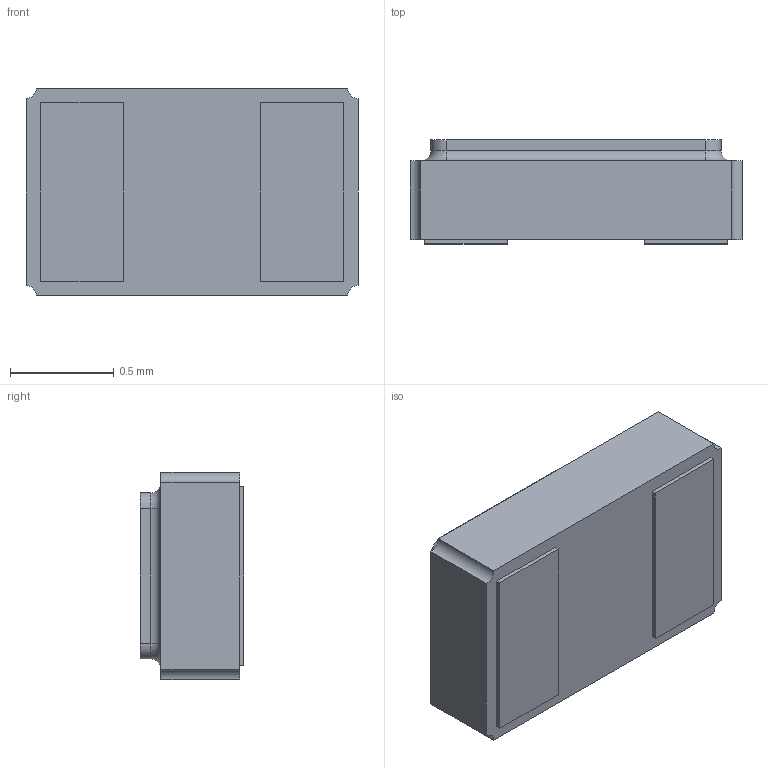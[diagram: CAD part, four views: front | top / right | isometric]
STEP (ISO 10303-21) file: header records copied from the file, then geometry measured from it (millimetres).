
FILE_DESCRIPTION (( 'STEP AP214' ), '1' );
FILE_NAME ('SMD_Crystal_2P_1.6x1.0mm.step', '2020-12-07T12:10:42+00:00', 'Stefan Hamminga', '', '', '', '');
FILE_SCHEMA (( 'AUTOMOTIVE_DESIGN' ));
Length unit declared in the file: millimetre
Products named in the file (1): SMD_Crystal_2P_1.6x1.0mm
Bounding box: 1.6 x 0.5 x 1 mm (x, y, z)
Volume: 0.7 mm3; surface area: 6.9 mm2
Topology: 3 solids, 3 shells, 39 faces, 88 edges, 56 vertices
Faces by surface type: plane 23, cylinder 12, torus 4
Entity records: 1336 total; most frequent: DIRECTION 196, CARTESIAN_POINT 184, ORIENTED_EDGE 176, EDGE_CURVE 88, AXIS2_PLACEMENT_3D 68, VECTOR 60, LINE 60, VERTEX_POINT 56
